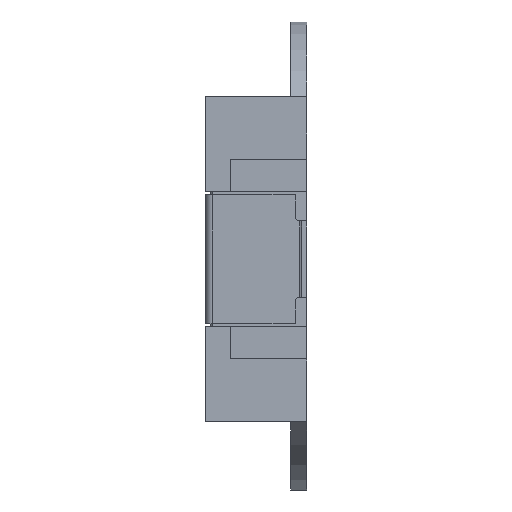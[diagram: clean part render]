
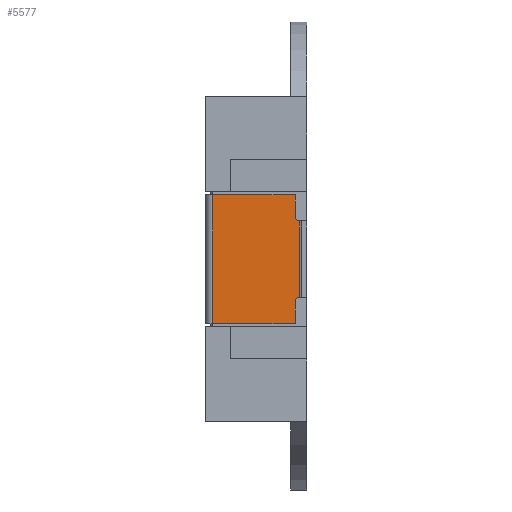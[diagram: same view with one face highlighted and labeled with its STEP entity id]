
A CAD part, left-side view. The second image highlights one B-rep face of the part: STEP entity #5577.
In plain terms, the highlighted planar face has unit normal (-1, 0, 0).
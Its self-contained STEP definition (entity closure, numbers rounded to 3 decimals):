
#23 = VERTEX_POINT ( 'NONE', #2628 ) ;
#149 = ORIENTED_EDGE ( 'NONE', *, *, #2754, .F. ) ;
#154 = DIRECTION ( 'NONE',  ( -1., 0., 0. ) ) ;
#298 = DIRECTION ( 'NONE',  ( 0., 0., -1. ) ) ;
#315 = EDGE_CURVE ( 'NONE', #2457, #4226, #845, .T. ) ;
#368 = DIRECTION ( 'NONE',  ( 0., 0., -1. ) ) ;
#567 = CARTESIAN_POINT ( 'NONE',  ( -13.585, 4.4, 3. ) ) ;
#744 = VERTEX_POINT ( 'NONE', #567 ) ;
#750 = EDGE_LOOP ( 'NONE', ( #4216, #1997, #4443, #4848, #149, #1446, #2216, #957 ) ) ;
#789 = CARTESIAN_POINT ( 'NONE',  ( -13.585, 4.4, -3. ) ) ;
#845 = LINE ( 'NONE', #4196, #5283 ) ;
#890 = VECTOR ( 'NONE', #1741, 1000. ) ;
#957 = ORIENTED_EDGE ( 'NONE', *, *, #3344, .T. ) ;
#1143 = CARTESIAN_POINT ( 'NONE',  ( -13.585, 0.55, 3. ) ) ;
#1154 = VERTEX_POINT ( 'NONE', #789 ) ;
#1370 = AXIS2_PLACEMENT_3D ( 'NONE', #4680, #2541, #368 ) ;
#1446 = ORIENTED_EDGE ( 'NONE', *, *, #5419, .F. ) ;
#1561 = LINE ( 'NONE', #4571, #3238 ) ;
#1621 = LINE ( 'NONE', #5267, #4706 ) ;
#1741 = DIRECTION ( 'NONE',  ( 0., 1., 0. ) ) ;
#1996 = DIRECTION ( 'NONE',  ( 0., 1., 0. ) ) ;
#1997 = ORIENTED_EDGE ( 'NONE', *, *, #315, .F. ) ;
#1998 = DIRECTION ( 'NONE',  ( 0., 0., -1. ) ) ;
#2001 = CARTESIAN_POINT ( 'NONE',  ( -13.585, 0.55, -3. ) ) ;
#2045 = LINE ( 'NONE', #2001, #5416 ) ;
#2216 = ORIENTED_EDGE ( 'NONE', *, *, #4114, .F. ) ;
#2284 = DIRECTION ( 'NONE',  ( 0., 0., 1. ) ) ;
#2379 = CARTESIAN_POINT ( 'NONE',  ( -13.585, 0.35, 1.78 ) ) ;
#2457 = VERTEX_POINT ( 'NONE', #1143 ) ;
#2461 = CARTESIAN_POINT ( 'NONE',  ( -13.585, 0.35, 1.98 ) ) ;
#2541 = DIRECTION ( 'NONE',  ( 1., 0., 0. ) ) ;
#2542 = EDGE_CURVE ( 'NONE', #2457, #744, #3708, .T. ) ;
#2559 = CARTESIAN_POINT ( 'NONE',  ( -13.585, 0.55, -3. ) ) ;
#2616 = VECTOR ( 'NONE', #4629, 1000. ) ;
#2628 = CARTESIAN_POINT ( 'NONE',  ( -13.585, 0.35, -1.78 ) ) ;
#2673 = CARTESIAN_POINT ( 'NONE',  ( -13.585, 0.55, -1.98 ) ) ;
#2739 = DIRECTION ( 'NONE',  ( 0., 0., -1. ) ) ;
#2754 = EDGE_CURVE ( 'NONE', #3449, #1154, #1561, .T. ) ;
#2825 = LINE ( 'NONE', #3324, #2616 ) ;
#2854 = DIRECTION ( 'NONE',  ( -1., 0., 0. ) ) ;
#2919 = FACE_OUTER_BOUND ( 'NONE', #750, .T. ) ;
#3014 = PLANE ( 'NONE',  #1370 ) ;
#3113 = CARTESIAN_POINT ( 'NONE',  ( -13.585, 0., 3. ) ) ;
#3238 = VECTOR ( 'NONE', #1996, 1000. ) ;
#3287 = DIRECTION ( 'NONE',  ( 0., 0., -1. ) ) ;
#3324 = CARTESIAN_POINT ( 'NONE',  ( -13.585, 4.4, -3. ) ) ;
#3344 = EDGE_CURVE ( 'NONE', #23, #5362, #1621, .T. ) ;
#3356 = CIRCLE ( 'NONE', #5555, 0.2 ) ;
#3386 = VERTEX_POINT ( 'NONE', #2673 ) ;
#3449 = VERTEX_POINT ( 'NONE', #2559 ) ;
#3599 = CARTESIAN_POINT ( 'NONE',  ( -13.585, 0.35, -1.98 ) ) ;
#3708 = LINE ( 'NONE', #3113, #890 ) ;
#3852 = EDGE_CURVE ( 'NONE', #1154, #744, #2825, .T. ) ;
#4005 = AXIS2_PLACEMENT_3D ( 'NONE', #2461, #2854, #298 ) ;
#4114 = EDGE_CURVE ( 'NONE', #23, #3386, #3356, .T. ) ;
#4196 = CARTESIAN_POINT ( 'NONE',  ( -13.585, 0.55, -3. ) ) ;
#4216 = ORIENTED_EDGE ( 'NONE', *, *, #4766, .F. ) ;
#4226 = VERTEX_POINT ( 'NONE', #5367 ) ;
#4427 = CIRCLE ( 'NONE', #4005, 0.2 ) ;
#4443 = ORIENTED_EDGE ( 'NONE', *, *, #2542, .T. ) ;
#4571 = CARTESIAN_POINT ( 'NONE',  ( -13.585, 0., -3. ) ) ;
#4629 = DIRECTION ( 'NONE',  ( 0., 0., 1. ) ) ;
#4680 = CARTESIAN_POINT ( 'NONE',  ( -13.585, 0., -3. ) ) ;
#4706 = VECTOR ( 'NONE', #2284, 1000. ) ;
#4766 = EDGE_CURVE ( 'NONE', #4226, #5362, #4427, .T. ) ;
#4848 = ORIENTED_EDGE ( 'NONE', *, *, #3852, .F. ) ;
#5267 = CARTESIAN_POINT ( 'NONE',  ( -13.585, 0.35, -3. ) ) ;
#5283 = VECTOR ( 'NONE', #1998, 1000. ) ;
#5362 = VERTEX_POINT ( 'NONE', #2379 ) ;
#5367 = CARTESIAN_POINT ( 'NONE',  ( -13.585, 0.55, 1.98 ) ) ;
#5416 = VECTOR ( 'NONE', #3287, 1000. ) ;
#5419 = EDGE_CURVE ( 'NONE', #3386, #3449, #2045, .T. ) ;
#5555 = AXIS2_PLACEMENT_3D ( 'NONE', #3599, #154, #2739 ) ;
#5577 = ADVANCED_FACE ( 'NONE', ( #2919 ), #3014, .F. ) ;
